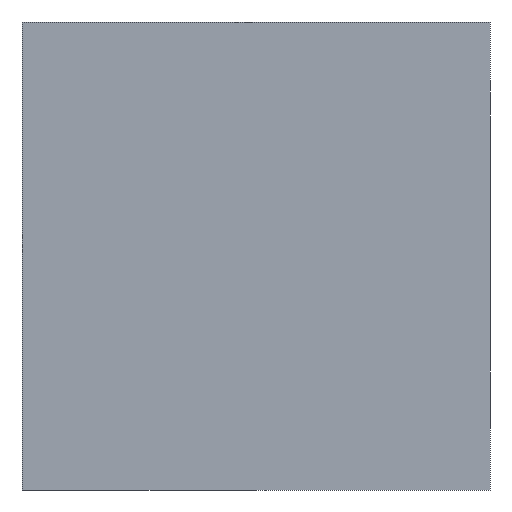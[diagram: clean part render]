
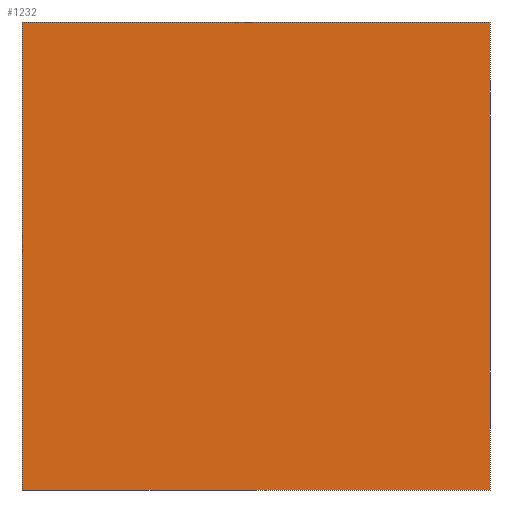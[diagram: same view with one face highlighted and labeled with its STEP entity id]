
A CAD part, left-side view. The second image highlights one B-rep face of the part: STEP entity #1232.
In plain terms, the highlighted planar face has unit normal (-1, 0, 0).
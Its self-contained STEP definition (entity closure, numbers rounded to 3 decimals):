
#62 = CARTESIAN_POINT ( 'NONE',  ( -62.5, 125., -62.5 ) ) ;
#68 = EDGE_CURVE ( 'NONE', #750, #80, #298, .T. ) ;
#80 = VERTEX_POINT ( 'NONE', #878 ) ;
#121 = ORIENTED_EDGE ( 'NONE', *, *, #1053, .T. ) ;
#182 = VERTEX_POINT ( 'NONE', #1263 ) ;
#222 = VECTOR ( 'NONE', #1411, 1000. ) ;
#298 = LINE ( 'NONE', #375, #1201 ) ;
#358 = ORIENTED_EDGE ( 'NONE', *, *, #1540, .T. ) ;
#375 = CARTESIAN_POINT ( 'NONE',  ( -62.5, 125., -62.5 ) ) ;
#376 = DIRECTION ( 'NONE',  ( 0., 0., -1. ) ) ;
#505 = CARTESIAN_POINT ( 'NONE',  ( -62.5, 125., -62.5 ) ) ;
#512 = DIRECTION ( 'NONE',  ( 0., 0., 1. ) ) ;
#580 = VERTEX_POINT ( 'NONE', #903 ) ;
#586 = CARTESIAN_POINT ( 'NONE',  ( -62.5, 0., -62.5 ) ) ;
#632 = ORIENTED_EDGE ( 'NONE', *, *, #68, .F. ) ;
#682 = FACE_OUTER_BOUND ( 'NONE', #1121, .T. ) ;
#687 = EDGE_CURVE ( 'NONE', #80, #580, #1439, .T. ) ;
#742 = VECTOR ( 'NONE', #512, 1000. ) ;
#750 = VERTEX_POINT ( 'NONE', #62 ) ;
#776 = CARTESIAN_POINT ( 'NONE',  ( -62.5, 125., -62.5 ) ) ;
#871 = DIRECTION ( 'NONE',  ( 0., 0., 1. ) ) ;
#878 = CARTESIAN_POINT ( 'NONE',  ( -62.5, 125., 62.5 ) ) ;
#903 = CARTESIAN_POINT ( 'NONE',  ( -62.5, 0., 62.5 ) ) ;
#999 = LINE ( 'NONE', #776, #1154 ) ;
#1007 = PLANE ( 'NONE',  #1343 ) ;
#1024 = DIRECTION ( 'NONE',  ( 0., -1., 0. ) ) ;
#1053 = EDGE_CURVE ( 'NONE', #750, #182, #999, .T. ) ;
#1121 = EDGE_LOOP ( 'NONE', ( #358, #1400, #632, #121 ) ) ;
#1154 = VECTOR ( 'NONE', #1024, 1000. ) ;
#1201 = VECTOR ( 'NONE', #871, 1000. ) ;
#1231 = DIRECTION ( 'NONE',  ( 1., 0., 0. ) ) ;
#1232 = ADVANCED_FACE ( 'NONE', ( #682 ), #1007, .F. ) ;
#1263 = CARTESIAN_POINT ( 'NONE',  ( -62.5, 0., -62.5 ) ) ;
#1337 = LINE ( 'NONE', #586, #742 ) ;
#1343 = AXIS2_PLACEMENT_3D ( 'NONE', #505, #1231, #376 ) ;
#1400 = ORIENTED_EDGE ( 'NONE', *, *, #687, .F. ) ;
#1411 = DIRECTION ( 'NONE',  ( 0., -1., 0. ) ) ;
#1439 = LINE ( 'NONE', #1542, #222 ) ;
#1540 = EDGE_CURVE ( 'NONE', #182, #580, #1337, .T. ) ;
#1542 = CARTESIAN_POINT ( 'NONE',  ( -62.5, 125., 62.5 ) ) ;
